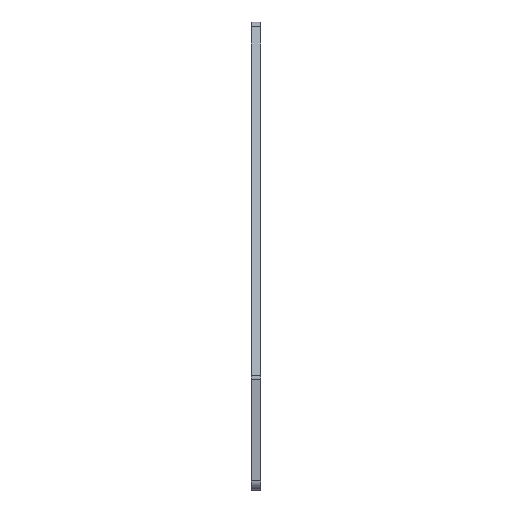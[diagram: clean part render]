
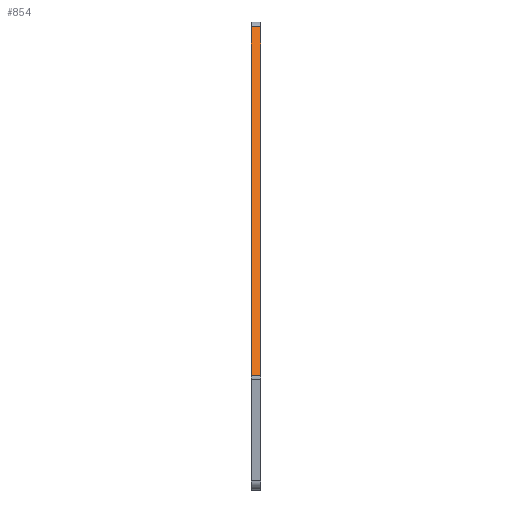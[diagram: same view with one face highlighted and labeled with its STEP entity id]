
A CAD part, left-side view. The second image highlights one B-rep face of the part: STEP entity #854.
In plain terms, the highlighted planar face has unit normal (-0.894, 0, 0.447).
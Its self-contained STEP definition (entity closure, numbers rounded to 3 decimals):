
#5 = CARTESIAN_POINT ( 'NONE',  ( -77.683, 0., 20.161 ) ) ;
#35 = LINE ( 'NONE', #643, #678 ) ;
#45 = ORIENTED_EDGE ( 'NONE', *, *, #141, .F. ) ;
#141 = EDGE_CURVE ( 'NONE', #462, #336, #751, .T. ) ;
#160 = ORIENTED_EDGE ( 'NONE', *, *, #965, .F. ) ;
#164 = CARTESIAN_POINT ( 'NONE',  ( -77.683, 0., 20.161 ) ) ;
#199 = AXIS2_PLACEMENT_3D ( 'NONE', #777, #319, #700 ) ;
#268 = ORIENTED_EDGE ( 'NONE', *, *, #723, .T. ) ;
#291 = CARTESIAN_POINT ( 'NONE',  ( -18.764, 0., 138. ) ) ;
#301 = DIRECTION ( 'NONE',  ( 0., -1., 0. ) ) ;
#306 = DIRECTION ( 'NONE',  ( 0., 1., 0. ) ) ;
#319 = DIRECTION ( 'NONE',  ( -0.894, 0., 0.447 ) ) ;
#335 = VECTOR ( 'NONE', #993, 1000. ) ;
#336 = VERTEX_POINT ( 'NONE', #164 ) ;
#375 = EDGE_CURVE ( 'NONE', #505, #462, #393, .T. ) ;
#393 = LINE ( 'NONE', #699, #535 ) ;
#462 = VERTEX_POINT ( 'NONE', #542 ) ;
#494 = DIRECTION ( 'NONE',  ( -0.447, 0., -0.894 ) ) ;
#505 = VERTEX_POINT ( 'NONE', #957 ) ;
#535 = VECTOR ( 'NONE', #301, 1000. ) ;
#542 = CARTESIAN_POINT ( 'NONE',  ( -19.593, 0., 136.342 ) ) ;
#549 = VECTOR ( 'NONE', #306, 1000. ) ;
#557 = FACE_OUTER_BOUND ( 'NONE', #662, .T. ) ;
#615 = PLANE ( 'NONE',  #199 ) ;
#631 = VERTEX_POINT ( 'NONE', #871 ) ;
#643 = CARTESIAN_POINT ( 'NONE',  ( -18.764, 3., 138. ) ) ;
#662 = EDGE_LOOP ( 'NONE', ( #268, #160, #45, #945 ) ) ;
#678 = VECTOR ( 'NONE', #494, 1000. ) ;
#688 = LINE ( 'NONE', #5, #549 ) ;
#699 = CARTESIAN_POINT ( 'NONE',  ( -19.593, 0., 136.342 ) ) ;
#700 = DIRECTION ( 'NONE',  ( -0.447, 0., -0.894 ) ) ;
#723 = EDGE_CURVE ( 'NONE', #505, #631, #35, .T. ) ;
#751 = LINE ( 'NONE', #291, #335 ) ;
#777 = CARTESIAN_POINT ( 'NONE',  ( -18.764, 0., 138. ) ) ;
#854 = ADVANCED_FACE ( 'NONE', ( #557 ), #615, .T. ) ;
#871 = CARTESIAN_POINT ( 'NONE',  ( -77.683, 3., 20.161 ) ) ;
#945 = ORIENTED_EDGE ( 'NONE', *, *, #375, .F. ) ;
#957 = CARTESIAN_POINT ( 'NONE',  ( -19.593, 3., 136.342 ) ) ;
#965 = EDGE_CURVE ( 'NONE', #336, #631, #688, .T. ) ;
#993 = DIRECTION ( 'NONE',  ( -0.447, 0., -0.894 ) ) ;
